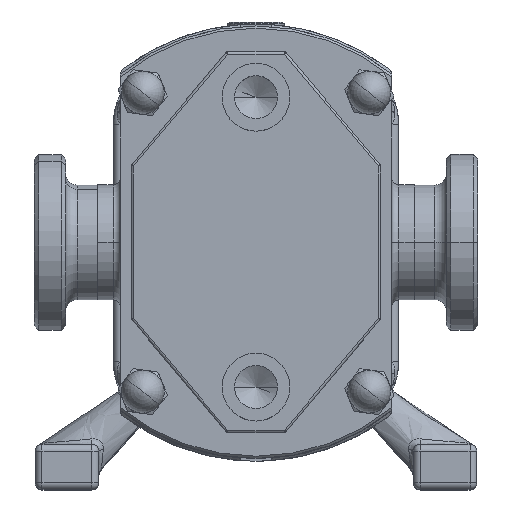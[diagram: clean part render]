
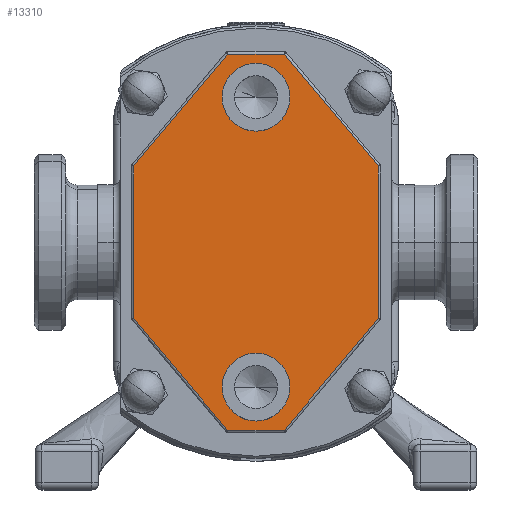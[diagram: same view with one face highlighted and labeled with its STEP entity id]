
A CAD part, top view. The second image highlights one B-rep face of the part: STEP entity #13310.
In plain terms, the highlighted planar face has unit normal (0, 0, 1).
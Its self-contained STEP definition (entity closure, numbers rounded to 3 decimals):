
#91 = EDGE_CURVE ( 'NONE', #19808, #27541, #30940, .T. ) ;
#300 = CIRCLE ( 'NONE', #32136, 15. ) ;
#571 = VERTEX_POINT ( 'NONE', #5632 ) ;
#791 = EDGE_CURVE ( 'NONE', #571, #4684, #20200, .T. ) ;
#826 = ORIENTED_EDGE ( 'NONE', *, *, #15954, .T. ) ;
#1055 = CARTESIAN_POINT ( 'NONE',  ( -54.234, 33.357, 15. ) ) ;
#1068 = EDGE_LOOP ( 'NONE', ( #24227, #6465, #13467, #14533, #14906, #4685, #826, #8858 ) ) ;
#1375 = CIRCLE ( 'NONE', #18931, 15. ) ;
#1567 = AXIS2_PLACEMENT_3D ( 'NONE', #12969, #23112, #20616 ) ;
#1663 = EDGE_CURVE ( 'NONE', #27541, #6783, #4577, .T. ) ;
#1878 = CIRCLE ( 'NONE', #2954, 15. ) ;
#2409 = CARTESIAN_POINT ( 'NONE',  ( -12.534, -83.054, 15. ) ) ;
#2563 = VERTEX_POINT ( 'NONE', #4735 ) ;
#2816 = PLANE ( 'NONE',  #1567 ) ;
#2876 = ORIENTED_EDGE ( 'NONE', *, *, #29413, .F. ) ;
#2902 = VECTOR ( 'NONE', #31157, 1000. ) ;
#2954 = AXIS2_PLACEMENT_3D ( 'NONE', #4582, #10237, #20371 ) ;
#3023 = AXIS2_PLACEMENT_3D ( 'NONE', #27200, #11151, #4419 ) ;
#3184 = CARTESIAN_POINT ( 'NONE',  ( 0., 64., 15. ) ) ;
#3539 = CIRCLE ( 'NONE', #3023, 15. ) ;
#4419 = DIRECTION ( 'NONE',  ( 1., 0., 0. ) ) ;
#4577 = LINE ( 'NONE', #17851, #4769 ) ;
#4582 = CARTESIAN_POINT ( 'NONE',  ( 0., -64., 15. ) ) ;
#4684 = VERTEX_POINT ( 'NONE', #10737 ) ;
#4685 = ORIENTED_EDGE ( 'NONE', *, *, #791, .T. ) ;
#4735 = CARTESIAN_POINT ( 'NONE',  ( 15., 64., 15. ) ) ;
#4769 = VECTOR ( 'NONE', #12254, 1000. ) ;
#4985 = EDGE_CURVE ( 'NONE', #31038, #7188, #20331, .T. ) ;
#5315 = FACE_BOUND ( 'NONE', #30813, .T. ) ;
#5632 = CARTESIAN_POINT ( 'NONE',  ( -54., 33.636, 15. ) ) ;
#6465 = ORIENTED_EDGE ( 'NONE', *, *, #1663, .T. ) ;
#6783 = VERTEX_POINT ( 'NONE', #13701 ) ;
#6823 = DIRECTION ( 'NONE',  ( 1., 0., 0. ) ) ;
#7188 = VERTEX_POINT ( 'NONE', #29420 ) ;
#8012 = CARTESIAN_POINT ( 'NONE',  ( 54.234, -33.357, 15. ) ) ;
#8177 = DIRECTION ( 'NONE',  ( 0., 0., 1. ) ) ;
#8371 = CARTESIAN_POINT ( 'NONE',  ( -12.234, -83.411, 15. ) ) ;
#8858 = ORIENTED_EDGE ( 'NONE', *, *, #9836, .T. ) ;
#9836 = EDGE_CURVE ( 'NONE', #28024, #19808, #18796, .T. ) ;
#10145 = FACE_OUTER_BOUND ( 'NONE', #1068, .T. ) ;
#10237 = DIRECTION ( 'NONE',  ( 0., 0., 1. ) ) ;
#10496 = CARTESIAN_POINT ( 'NONE',  ( 12.234, 83.411, 15. ) ) ;
#10620 = VECTOR ( 'NONE', #23022, 1000. ) ;
#10737 = CARTESIAN_POINT ( 'NONE',  ( -54., -33.636, 15. ) ) ;
#10947 = ORIENTED_EDGE ( 'NONE', *, *, #19966, .F. ) ;
#11151 = DIRECTION ( 'NONE',  ( 0., 0., 1. ) ) ;
#12254 = DIRECTION ( 'NONE',  ( 0., 1., 0. ) ) ;
#12969 = CARTESIAN_POINT ( 'NONE',  ( 0., 99.546, 15. ) ) ;
#13022 = CARTESIAN_POINT ( 'NONE',  ( -15., 64., 15. ) ) ;
#13040 = LINE ( 'NONE', #8371, #32066 ) ;
#13215 = LINE ( 'NONE', #1055, #2902 ) ;
#13310 = ADVANCED_FACE ( 'NONE', ( #10145, #5315, #30414 ), #2816, .T. ) ;
#13467 = ORIENTED_EDGE ( 'NONE', *, *, #19724, .T. ) ;
#13701 = CARTESIAN_POINT ( 'NONE',  ( 54., 33.636, 15. ) ) ;
#14533 = ORIENTED_EDGE ( 'NONE', *, *, #4985, .T. ) ;
#14906 = ORIENTED_EDGE ( 'NONE', *, *, #17014, .T. ) ;
#15250 = CARTESIAN_POINT ( 'NONE',  ( 0., 64., 15. ) ) ;
#15954 = EDGE_CURVE ( 'NONE', #4684, #28024, #13040, .T. ) ;
#16098 = CARTESIAN_POINT ( 'NONE',  ( -15., -64., 15. ) ) ;
#16487 = CARTESIAN_POINT ( 'NONE',  ( 13., -83.054, 15. ) ) ;
#16724 = VECTOR ( 'NONE', #6823, 1000. ) ;
#17014 = EDGE_CURVE ( 'NONE', #7188, #571, #13215, .T. ) ;
#17537 = EDGE_LOOP ( 'NONE', ( #10947, #25152 ) ) ;
#17735 = VERTEX_POINT ( 'NONE', #16098 ) ;
#17851 = CARTESIAN_POINT ( 'NONE',  ( 54., 34., 15. ) ) ;
#17967 = EDGE_CURVE ( 'NONE', #19349, #2563, #300, .T. ) ;
#17985 = EDGE_CURVE ( 'NONE', #31908, #17735, #1878, .T. ) ;
#18152 = CARTESIAN_POINT ( 'NONE',  ( 12.534, -83.054, 15. ) ) ;
#18336 = CARTESIAN_POINT ( 'NONE',  ( -13., 83.054, 15. ) ) ;
#18472 = LINE ( 'NONE', #10496, #27970 ) ;
#18796 = LINE ( 'NONE', #16487, #16724 ) ;
#18931 = AXIS2_PLACEMENT_3D ( 'NONE', #3184, #8177, #28465 ) ;
#19349 = VERTEX_POINT ( 'NONE', #13022 ) ;
#19724 = EDGE_CURVE ( 'NONE', #6783, #31038, #18472, .T. ) ;
#19808 = VERTEX_POINT ( 'NONE', #18152 ) ;
#19966 = EDGE_CURVE ( 'NONE', #17735, #31908, #3539, .T. ) ;
#20043 = CARTESIAN_POINT ( 'NONE',  ( -54., -34., 15. ) ) ;
#20200 = LINE ( 'NONE', #20043, #10620 ) ;
#20331 = LINE ( 'NONE', #18336, #24258 ) ;
#20371 = DIRECTION ( 'NONE',  ( 1., 0., 0. ) ) ;
#20616 = DIRECTION ( 'NONE',  ( 1., 0., 0. ) ) ;
#21297 = DIRECTION ( 'NONE',  ( 0.643, 0.766, 0. ) ) ;
#23009 = VECTOR ( 'NONE', #21297, 1000. ) ;
#23022 = DIRECTION ( 'NONE',  ( 0., -1., 0. ) ) ;
#23112 = DIRECTION ( 'NONE',  ( 0., 0., 1. ) ) ;
#23182 = DIRECTION ( 'NONE',  ( 0.643, -0.766, 0. ) ) ;
#24227 = ORIENTED_EDGE ( 'NONE', *, *, #91, .T. ) ;
#24258 = VECTOR ( 'NONE', #30804, 1000. ) ;
#24725 = CARTESIAN_POINT ( 'NONE',  ( 12.534, 83.054, 15. ) ) ;
#25152 = ORIENTED_EDGE ( 'NONE', *, *, #17985, .F. ) ;
#25194 = DIRECTION ( 'NONE',  ( 1., 0., 0. ) ) ;
#26230 = ORIENTED_EDGE ( 'NONE', *, *, #17967, .F. ) ;
#27200 = CARTESIAN_POINT ( 'NONE',  ( 0., -64., 15. ) ) ;
#27359 = DIRECTION ( 'NONE',  ( 0., 0., 1. ) ) ;
#27541 = VERTEX_POINT ( 'NONE', #28051 ) ;
#27970 = VECTOR ( 'NONE', #30428, 1000. ) ;
#28024 = VERTEX_POINT ( 'NONE', #2409 ) ;
#28051 = CARTESIAN_POINT ( 'NONE',  ( 54., -33.636, 15. ) ) ;
#28465 = DIRECTION ( 'NONE',  ( 1., 0., 0. ) ) ;
#29413 = EDGE_CURVE ( 'NONE', #2563, #19349, #1375, .T. ) ;
#29420 = CARTESIAN_POINT ( 'NONE',  ( -12.534, 83.054, 15. ) ) ;
#30370 = CARTESIAN_POINT ( 'NONE',  ( 15., -64., 15. ) ) ;
#30414 = FACE_BOUND ( 'NONE', #17537, .T. ) ;
#30428 = DIRECTION ( 'NONE',  ( -0.643, 0.766, 0. ) ) ;
#30804 = DIRECTION ( 'NONE',  ( -1., 0., 0. ) ) ;
#30813 = EDGE_LOOP ( 'NONE', ( #26230, #2876 ) ) ;
#30940 = LINE ( 'NONE', #8012, #23009 ) ;
#31038 = VERTEX_POINT ( 'NONE', #24725 ) ;
#31157 = DIRECTION ( 'NONE',  ( -0.643, -0.766, 0. ) ) ;
#31908 = VERTEX_POINT ( 'NONE', #30370 ) ;
#32066 = VECTOR ( 'NONE', #23182, 1000. ) ;
#32136 = AXIS2_PLACEMENT_3D ( 'NONE', #15250, #27359, #25194 ) ;
